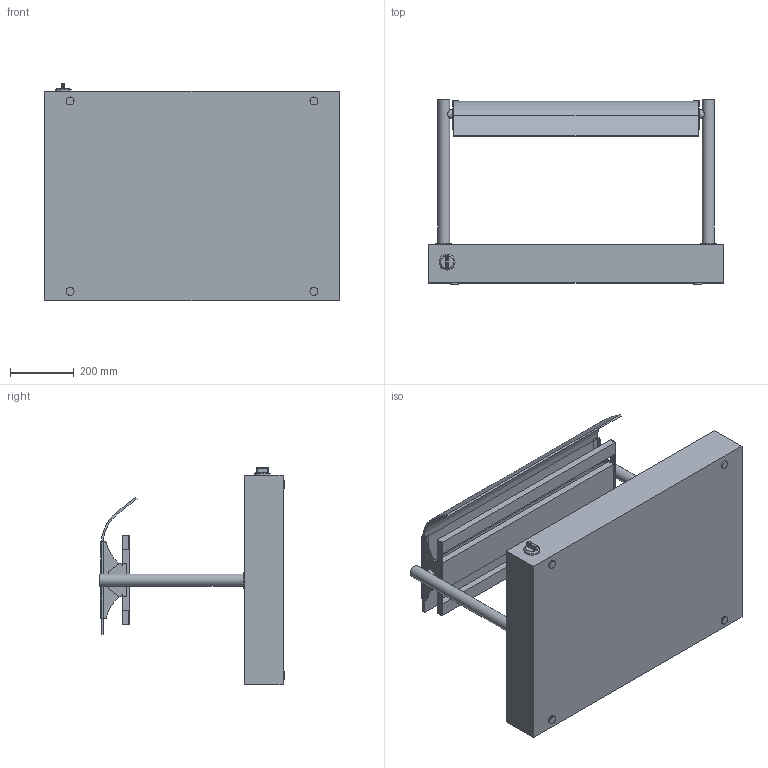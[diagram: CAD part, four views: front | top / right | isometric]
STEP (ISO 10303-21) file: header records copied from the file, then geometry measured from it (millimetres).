
FILE_DESCRIPTION (( 'STEP AP214' ), '1' );
FILE_NAME ('EU535375_HM GN 2-1 mit WB HS-2-1-45.STEP', '2022-05-06T06:15:33', ( '' ), ( '' ), 'SwSTEP 2.0', 'SolidWorks 2017', '' );
FILE_SCHEMA (( 'AUTOMOTIVE_DESIGN' ));
Length unit declared in the file: millimetre
Products named in the file (1): EU535375_HM GN 2-1 mit WB HS-2-1-45
Bounding box: 925 x 581 x 683 mm (x, y, z)
Volume: 59246614.6 mm3; surface area: 3164367.7 mm2
Topology: 17 solids, 17 shells, 131 faces, 273 edges, 175 vertices
Faces by surface type: plane 95, cylinder 31, sphere 4, cone 1
Full cylindrical faces by diameter (mm): 25 x4, 28 x2, 38 x2, 50 x3
Entity records: 3862 total; most frequent: CARTESIAN_POINT 782, DIRECTION 580, ORIENTED_EDGE 514, EDGE_CURVE 257, LINE 194, VECTOR 194, AXIS2_PLACEMENT_3D 193, VERTEX_POINT 175
